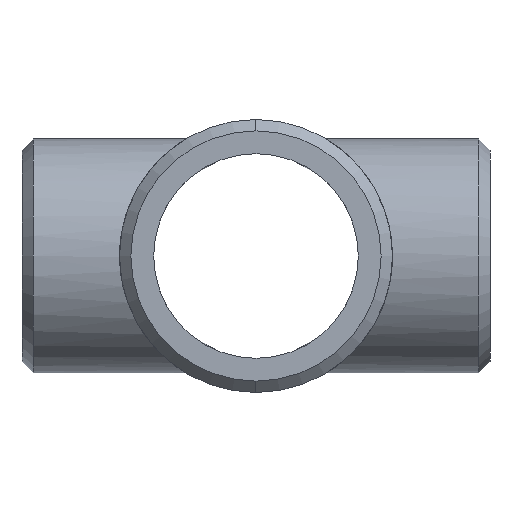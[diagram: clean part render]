
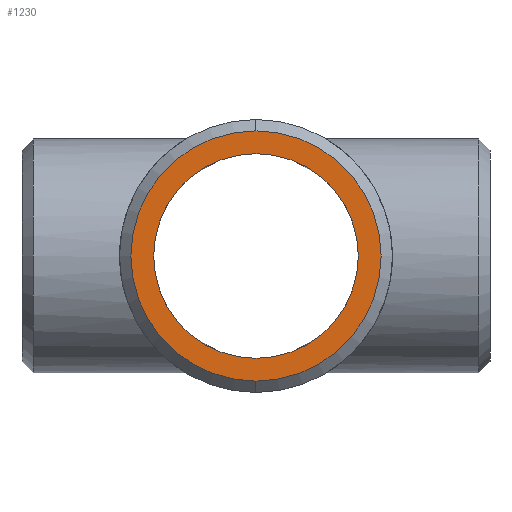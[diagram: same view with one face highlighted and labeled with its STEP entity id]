
A CAD part, left-side view. The second image highlights one B-rep face of the part: STEP entity #1230.
In plain terms, the highlighted planar face has unit normal (-1, 0, 0).
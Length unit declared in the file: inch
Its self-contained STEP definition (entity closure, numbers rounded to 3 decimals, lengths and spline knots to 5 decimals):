
#15 = EDGE_CURVE ( 'NONE', #725, #148, #733, .T. ) ;
#71 = ORIENTED_EDGE ( 'NONE', *, *, #15, .T. ) ;
#95 = DIRECTION ( 'NONE',  ( 0., 0., 1. ) ) ;
#131 = DIRECTION ( 'NONE',  ( 0., 0., -1. ) ) ;
#148 = VERTEX_POINT ( 'NONE', #712 ) ;
#155 = ORIENTED_EDGE ( 'NONE', *, *, #190, .T. ) ;
#175 = CARTESIAN_POINT ( 'NONE',  ( -3.38, 0., 0. ) ) ;
#190 = EDGE_CURVE ( 'NONE', #844, #503, #760, .T. ) ;
#258 = CIRCLE ( 'NONE', #1031, 1.604 ) ;
#287 = EDGE_LOOP ( 'NONE', ( #385, #71 ) ) ;
#306 = CARTESIAN_POINT ( 'NONE',  ( -3.38, 0., 0. ) ) ;
#321 = EDGE_LOOP ( 'NONE', ( #665, #155 ) ) ;
#325 = AXIS2_PLACEMENT_3D ( 'NONE', #914, #581, #392 ) ;
#327 = CARTESIAN_POINT ( 'NONE',  ( -3.38, 0., 0. ) ) ;
#329 = AXIS2_PLACEMENT_3D ( 'NONE', #534, #1063, #131 ) ;
#385 = ORIENTED_EDGE ( 'NONE', *, *, #1270, .T. ) ;
#392 = DIRECTION ( 'NONE',  ( 0., 0., 1. ) ) ;
#503 = VERTEX_POINT ( 'NONE', #515 ) ;
#515 = CARTESIAN_POINT ( 'NONE',  ( -3.38, 0., 1.312 ) ) ;
#534 = CARTESIAN_POINT ( 'NONE',  ( -3.38, 0., 0. ) ) ;
#581 = DIRECTION ( 'NONE',  ( -1., 0., 0. ) ) ;
#588 = DIRECTION ( 'NONE',  ( 1., 0., 0. ) ) ;
#589 = DIRECTION ( 'NONE',  ( 0., 0., 1. ) ) ;
#608 = EDGE_CURVE ( 'NONE', #503, #844, #1304, .T. ) ;
#636 = FACE_OUTER_BOUND ( 'NONE', #287, .T. ) ;
#665 = ORIENTED_EDGE ( 'NONE', *, *, #608, .T. ) ;
#712 = CARTESIAN_POINT ( 'NONE',  ( -3.38, 0., -1.604 ) ) ;
#725 = VERTEX_POINT ( 'NONE', #1002 ) ;
#731 = DIRECTION ( 'NONE',  ( 0., 0., 1. ) ) ;
#733 = CIRCLE ( 'NONE', #325, 1.604 ) ;
#739 = CARTESIAN_POINT ( 'NONE',  ( -3.38, 0., -1.312 ) ) ;
#760 = CIRCLE ( 'NONE', #832, 1.312 ) ;
#832 = AXIS2_PLACEMENT_3D ( 'NONE', #175, #588, #589 ) ;
#844 = VERTEX_POINT ( 'NONE', #739 ) ;
#914 = CARTESIAN_POINT ( 'NONE',  ( -3.38, 0., 0. ) ) ;
#1002 = CARTESIAN_POINT ( 'NONE',  ( -3.38, 0., 1.604 ) ) ;
#1031 = AXIS2_PLACEMENT_3D ( 'NONE', #306, #1122, #95 ) ;
#1047 = DIRECTION ( 'NONE',  ( 1., 0., 0. ) ) ;
#1057 = PLANE ( 'NONE',  #329 ) ;
#1063 = DIRECTION ( 'NONE',  ( -1., 0., 0. ) ) ;
#1068 = FACE_BOUND ( 'NONE', #321, .T. ) ;
#1122 = DIRECTION ( 'NONE',  ( -1., 0., 0. ) ) ;
#1157 = AXIS2_PLACEMENT_3D ( 'NONE', #327, #1047, #731 ) ;
#1230 = ADVANCED_FACE ( 'NONE', ( #636, #1068 ), #1057, .T. ) ;
#1270 = EDGE_CURVE ( 'NONE', #148, #725, #258, .T. ) ;
#1304 = CIRCLE ( 'NONE', #1157, 1.312 ) ;
